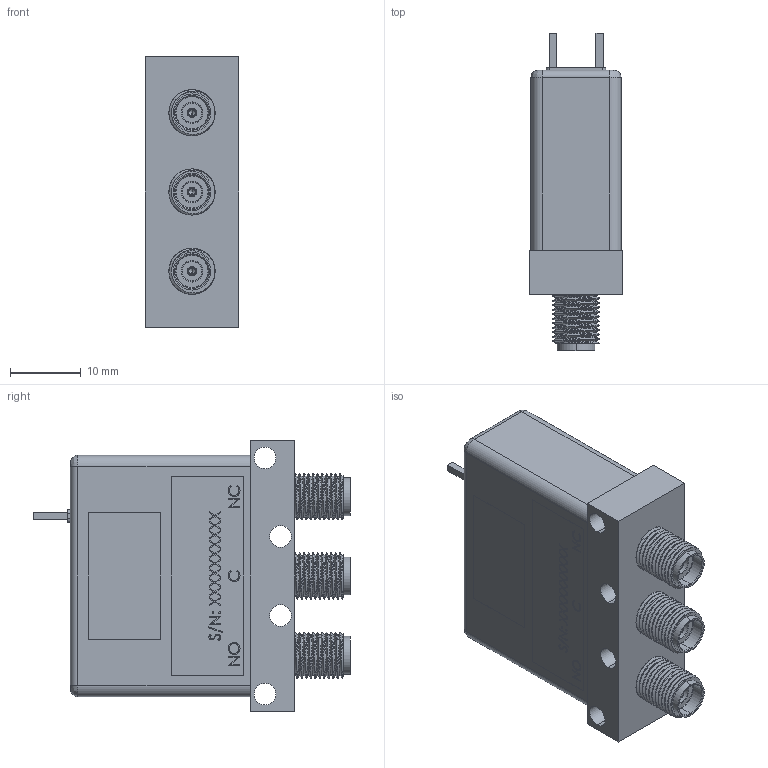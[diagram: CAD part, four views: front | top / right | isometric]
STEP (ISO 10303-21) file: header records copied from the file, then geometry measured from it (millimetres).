
FILE_DESCRIPTION (( 'STEP AP203' ), '1' );
FILE_NAME ('FMSW6478_3D.STEP', '2022-05-13T20:45:50', ( '' ), ( '' ), 'SwSTEP 2.0', 'SolidWorks 2021', '' );
FILE_SCHEMA (( 'CONFIG_CONTROL_DESIGN' ));
Length unit declared in the file: inch
Products named in the file (1): FMSW6478_3D
Bounding box: 13.21 x 44.71 x 38.1 mm (x, y, z)
Volume: 4713.9 mm3; surface area: 9466.8 mm2
Topology: 15 solids, 15 shells, 717 faces, 1834 edges, 1199 vertices
Faces by surface type: plane 383, cylinder 214, bspline 66, cone 30, torus 24
Entity records: 35994 total; most frequent: CARTESIAN_POINT 19061, ORIENTED_EDGE 3656, DIRECTION 3212, EDGE_CURVE 1828, VERTEX_POINT 1199, LINE 1120, VECTOR 1120, AXIS2_PLACEMENT_3D 1046
